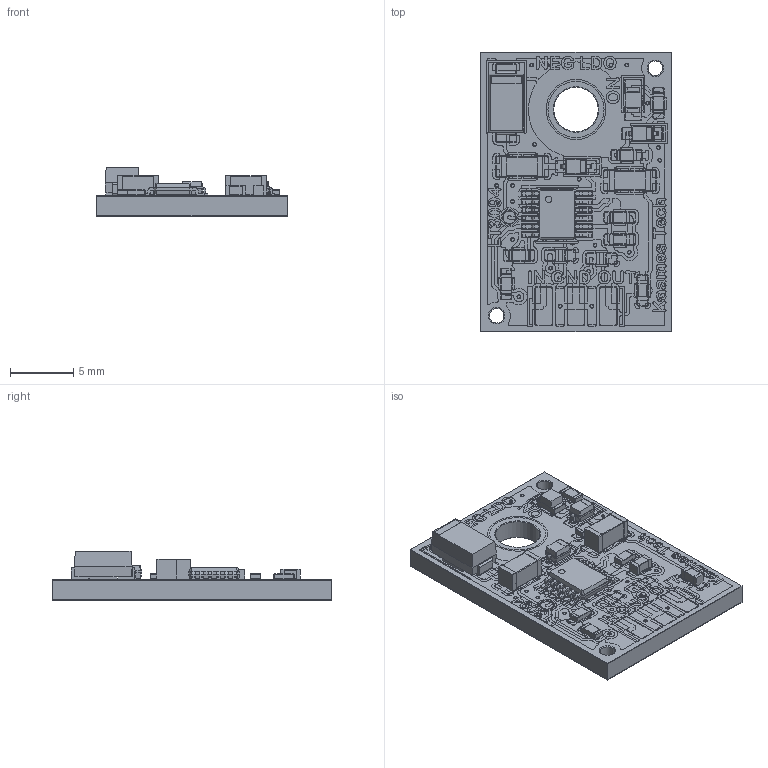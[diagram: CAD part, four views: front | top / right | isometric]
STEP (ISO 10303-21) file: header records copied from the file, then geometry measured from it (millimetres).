
FILE_DESCRIPTION(('KiCad electronic assembly'),'2;1');
FILE_NAME('LT3094_mod.step','2025-11-25T16:52:14',('Pcbnew'),('Kicad'), 'Open CASCADE STEP processor 7.8','KiCad to STEP converter','Unknown' );
FILE_SCHEMA(('AUTOMOTIVE_DESIGN { 1 0 10303 214 1 1 1 1 }'));
Length unit declared in the file: millimetre
Products named in the file (14): LT3094_mod 1; D_SOD-323; C_0603_1608Metric; D_SMA; MSOP-12-1EP_3x4.039mm_P0.65mm_EP1.651x2.845mm; C_1206_3216Metric; R_0603_1608Metric; LED_0805_2012Metric; LT3094_mod_copper; LT3094_mod_pad; LT3094_mod_via; LT3094_mod_silkscreen; LT3094_mod_soldermask; LT3094_mod_PCB
Assembly tree (20 placements, depth 2):
  LT3094_mod 1
    D_SOD-323  x2
    C_0603_1608Metric  x2
    D_SMA
    MSOP-12-1EP_3x4.039mm_P0.65mm_EP1.651x2.845mm
    C_1206_3216Metric  x2
    R_0603_1608Metric  x5
    LED_0805_2012Metric
    LT3094_mod_copper
    LT3094_mod_pad
    LT3094_mod_via
    LT3094_mod_silkscreen
    LT3094_mod_soldermask
    LT3094_mod_PCB
Bounding box: 15 x 22 x 3.88 mm (x, y, z)
Volume: 557.2 mm3; surface area: 2706.6 mm2
Topology: 133 solids, 258 shells, 2842 faces, 12158 edges, 9725 vertices
Faces by surface type: plane 1893, cylinder 871, bspline 78
Full cylindrical faces by diameter (mm): 0.25 x49, 0.275 x90, 0.3 x45, 1 x1, 1.152 x2, 3.5 x1
Entity records: 125371 total; most frequent: CARTESIAN_POINT 23829, DIRECTION 19302, ORIENTED_EDGE 18150, EDGE_CURVE 11586, VERTEX_POINT 9361, LINE 8882, VECTOR 8882, AXIS2_PLACEMENT_3D 5210
